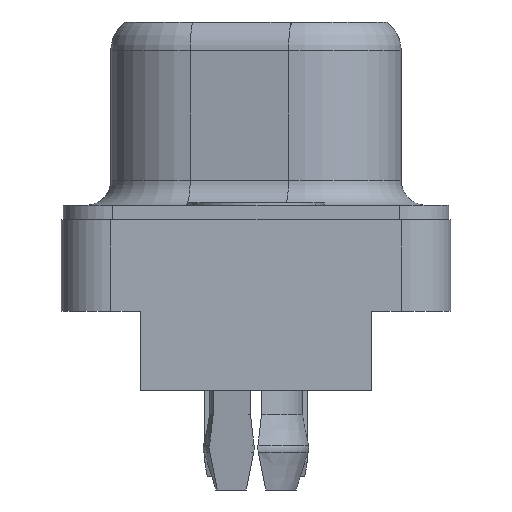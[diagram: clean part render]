
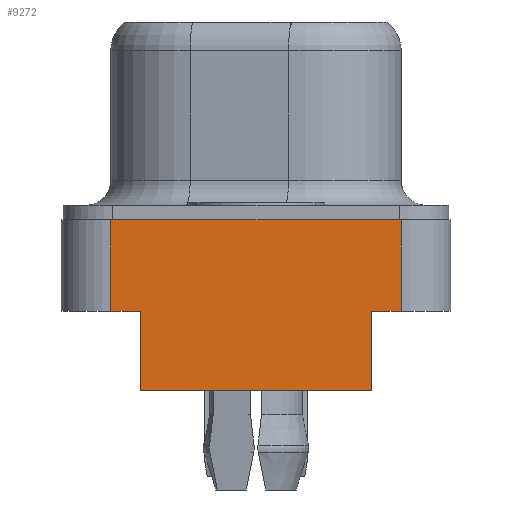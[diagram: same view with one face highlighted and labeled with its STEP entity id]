
A CAD part, left-side view. The second image highlights one B-rep face of the part: STEP entity #9272.
In plain terms, the highlighted planar face has unit normal (-1, 0, 0).
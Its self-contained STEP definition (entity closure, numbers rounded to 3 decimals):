
#862=DIRECTION('',(0.,1.,0.));
#863=VECTOR('',#862,9.35);
#864=CARTESIAN_POINT('',(-15.5,-4.675,-0.47));
#865=LINE('4376',#864,#863);
#965=DIRECTION('',(0.,1.,0.));
#966=VECTOR('',#965,7.45);
#967=CARTESIAN_POINT('',(-15.5,-3.725,-5.97));
#968=LINE('4406',#967,#966);
#969=DIRECTION('',(0.,0.,1.));
#970=VECTOR('',#969,2.55);
#971=CARTESIAN_POINT('',(-15.5,3.725,-5.97));
#972=LINE('4380',#971,#970);
#973=DIRECTION('',(0.,1.,0.));
#974=VECTOR('',#973,0.95);
#975=CARTESIAN_POINT('',(-15.5,3.725,-3.42));
#976=LINE('4396',#975,#974);
#977=DIRECTION('',(0.,0.,-1.));
#978=VECTOR('',#977,2.95);
#979=CARTESIAN_POINT('',(-15.5,-4.675,-0.47));
#980=LINE('4387',#979,#978);
#981=DIRECTION('',(0.,1.,0.));
#982=VECTOR('',#981,0.95);
#983=CARTESIAN_POINT('',(-15.5,-4.675,-3.42));
#984=LINE('4395',#983,#982);
#985=DIRECTION('',(0.,0.,1.));
#986=VECTOR('',#985,2.55);
#987=CARTESIAN_POINT('',(-15.5,-3.725,-5.97));
#988=LINE('4381',#987,#986);
#1019=DIRECTION('',(0.,0.,-1.));
#1020=VECTOR('',#1019,2.95);
#1021=CARTESIAN_POINT('',(-15.5,4.675,-0.47));
#1022=LINE('4388',#1021,#1020);
#7188=CARTESIAN_POINT('',(-15.5,-4.675,-0.47));
#7190=VERTEX_POINT('',#7188);
#7191=CARTESIAN_POINT('',(-15.5,4.675,-0.47));
#7192=VERTEX_POINT('',#7191);
#7203=CARTESIAN_POINT('',(-15.5,3.725,-5.97));
#7204=CARTESIAN_POINT('',(-15.5,3.725,-3.42));
#7205=VERTEX_POINT('',#7203);
#7206=VERTEX_POINT('',#7204);
#7207=CARTESIAN_POINT('',(-15.5,-3.725,-5.97));
#7208=CARTESIAN_POINT('',(-15.5,-3.725,-3.42));
#7209=VERTEX_POINT('',#7207);
#7210=VERTEX_POINT('',#7208);
#7221=CARTESIAN_POINT('',(-15.5,-4.675,-3.42));
#7222=VERTEX_POINT('',#7221);
#7223=CARTESIAN_POINT('',(-15.5,4.675,-3.42));
#7224=VERTEX_POINT('',#7223);
#9251=CARTESIAN_POINT('',(-15.5,-4.675,-0.47));
#9252=DIRECTION('',(-1.,0.,0.));
#9253=DIRECTION('',(0.,1.,0.));
#9254=AXIS2_PLACEMENT_3D('',#9251,#9252,#9253);
#9255=PLANE('3734',#9254);
#9256=ORIENTED_EDGE('4406',*,*,#9200,.T.);
#9258=ORIENTED_EDGE('4380',*,*,#9257,.T.);
#9260=ORIENTED_EDGE('4396',*,*,#9259,.T.);
#9262=ORIENTED_EDGE('4388',*,*,#9261,.F.);
#9263=ORIENTED_EDGE('4376',*,*,#9020,.F.);
#9265=ORIENTED_EDGE('4387',*,*,#9264,.T.);
#9267=ORIENTED_EDGE('4395',*,*,#9266,.T.);
#9269=ORIENTED_EDGE('4381',*,*,#9268,.F.);
#9270=EDGE_LOOP('3734',(#9256,#9258,#9260,#9262,#9263,#9265,#9267,#9269));
#9271=FACE_OUTER_BOUND('3734',#9270,.F.);
#9272=ADVANCED_FACE('3734',(#9271),#9255,.T.);
#9020=EDGE_CURVE('4376',#7190,#7192,#865,.T.);
#9200=EDGE_CURVE('4406',#7209,#7205,#968,.T.);
#9257=EDGE_CURVE('4380',#7205,#7206,#972,.T.);
#9259=EDGE_CURVE('4396',#7206,#7224,#976,.T.);
#9261=EDGE_CURVE('4388',#7192,#7224,#1022,.T.);
#9264=EDGE_CURVE('4387',#7190,#7222,#980,.T.);
#9266=EDGE_CURVE('4395',#7222,#7210,#984,.T.);
#9268=EDGE_CURVE('4381',#7209,#7210,#988,.T.);
